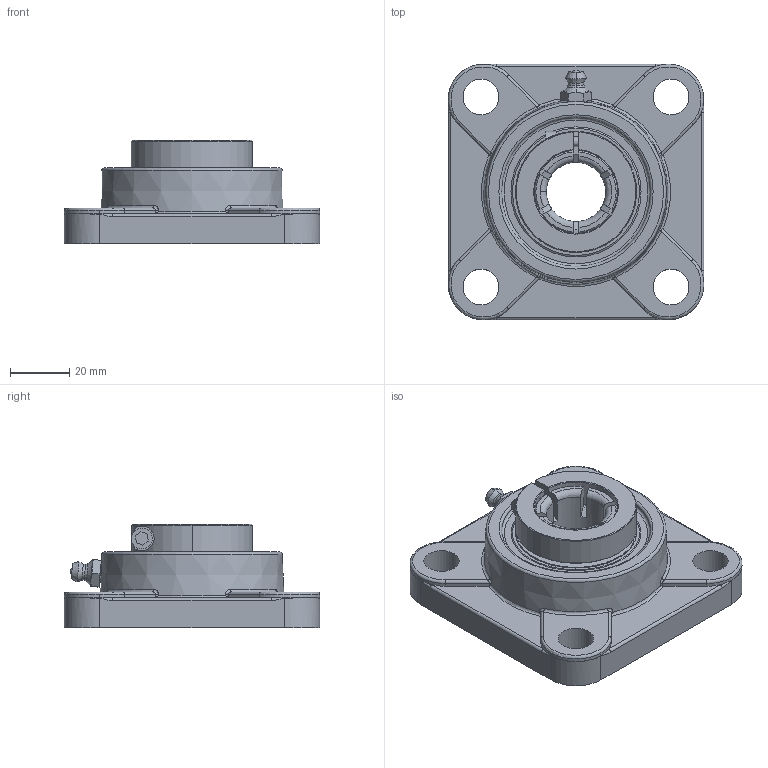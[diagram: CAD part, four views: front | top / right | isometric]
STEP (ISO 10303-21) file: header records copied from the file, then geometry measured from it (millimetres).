
FILE_DESCRIPTION(('HOOPS Exchange Step'),'2;1');
FILE_NAME('export-8831E5A5-CB29-4DA0-A11E-BF36C5F3C50E.stp','2019-12-12T15:50:56-08:00',('ibuslach'),('Alibre'),'HOOPS Exchange 2019.2','Alibre','Unknown authorisation');
FILE_SCHEMA( ('AP242_MANAGED_MODEL_BASED_3D_ENGINEERING_MIM_LF {1 0 10303 442 1 1 4 }') );
Length unit declared in the file: centimetre
Products named in the file (8): MRN SF 204; UCP ZERK 6mm; SUE 204 RACES; SUE 204 SHIELD; SUE 204 LOCK RING; SUE 204 BOLT; MRN SUE 204; MRN SUEF 204
Assembly tree (8 placements, depth 3):
  MRN SUEF 204
    MRN SF 204
    UCP ZERK 6mm
    MRN SUE 204
      SUE 204 RACES
      SUE 204 SHIELD  x2
      SUE 204 LOCK RING
      SUE 204 BOLT
Bounding box: 86 x 86 x 34.8 mm (x, y, z)
Volume: 94733.1 mm3; surface area: 40641.9 mm2
Topology: 8 solids, 8 shells, 287 faces, 771 edges, 491 vertices
Faces by surface type: plane 81, cylinder 80, torus 41, cone 41, bspline 36, sphere 8
Full cylindrical faces by diameter (mm): 1.474 x2, 3.242 x2, 4 x1, 6 x2, 7 x1, 12 x4, 20 x1, 32 x4, 32.508 x2, 40 x2, 40.792 x2, 50.165 x1, 53.34 x1
Entity records: 21522 total; most frequent: CARTESIAN_POINT 14483, ORIENTED_EDGE 1476, DIRECTION 1431, EDGE_CURVE 738, AXIS2_PLACEMENT_3D 604, VERTEX_POINT 477, CIRCLE 336, EDGE_LOOP 311
